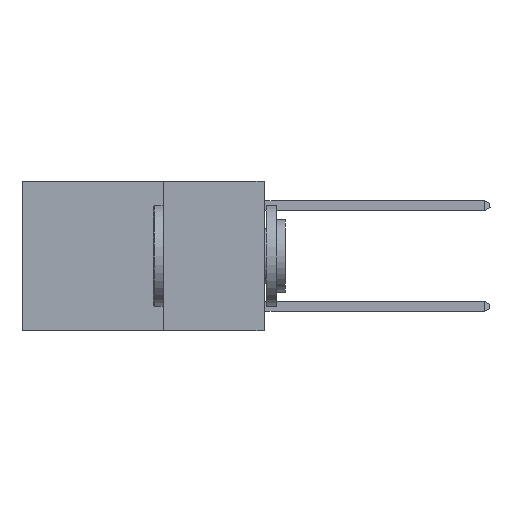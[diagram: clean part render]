
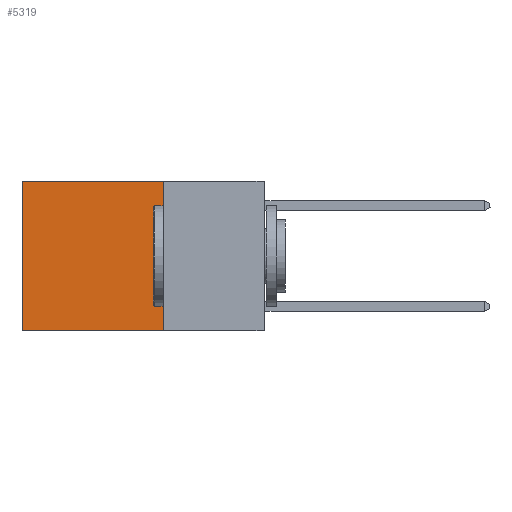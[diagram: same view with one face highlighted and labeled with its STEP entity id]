
A CAD part, left-side view. The second image highlights one B-rep face of the part: STEP entity #5319.
In plain terms, the highlighted planar face has unit normal (-1, 0, 0).
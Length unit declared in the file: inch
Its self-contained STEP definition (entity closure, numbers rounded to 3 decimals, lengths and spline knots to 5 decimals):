
#1354 = ORIENTED_EDGE ( 'NONE', *, *, #25600, .F. ) ;
#2696 = VERTEX_POINT ( 'NONE', #26523 ) ;
#2779 = EDGE_LOOP ( 'NONE', ( #14113, #9376, #1354, #2995 ) ) ;
#2995 = ORIENTED_EDGE ( 'NONE', *, *, #3936, .T. ) ;
#3467 = AXIS2_PLACEMENT_3D ( 'NONE', #21958, #12945, #28608 ) ;
#3517 = CARTESIAN_POINT ( 'NONE',  ( 0.2625, 0.25, 0. ) ) ;
#3936 = EDGE_CURVE ( 'NONE', #2696, #21497, #18795, .T. ) ;
#4554 = EDGE_CURVE ( 'NONE', #7003, #23662, #7741, .T. ) ;
#5319 = ADVANCED_FACE ( 'NONE', ( #17291 ), #10664, .F. ) ;
#5681 = CARTESIAN_POINT ( 'NONE',  ( 0.2625, 0.6, 0. ) ) ;
#7003 = VERTEX_POINT ( 'NONE', #17187 ) ;
#7741 = LINE ( 'NONE', #7894, #20538 ) ;
#7894 = CARTESIAN_POINT ( 'NONE',  ( 0.2625, 0.25, -0.37 ) ) ;
#9376 = ORIENTED_EDGE ( 'NONE', *, *, #4554, .F. ) ;
#10478 = VECTOR ( 'NONE', #21793, 39.37008 ) ;
#10664 = PLANE ( 'NONE',  #3467 ) ;
#12110 = DIRECTION ( 'NONE',  ( 0., 0., -1. ) ) ;
#12945 = DIRECTION ( 'NONE',  ( 1., 0., 0. ) ) ;
#13010 = CARTESIAN_POINT ( 'NONE',  ( 0.2625, 0.6, -0.37 ) ) ;
#14113 = ORIENTED_EDGE ( 'NONE', *, *, #22101, .T. ) ;
#14786 = DIRECTION ( 'NONE',  ( 0., 1., 0. ) ) ;
#15793 = LINE ( 'NONE', #17233, #10478 ) ;
#17038 = VECTOR ( 'NONE', #12110, 39.37008 ) ;
#17187 = CARTESIAN_POINT ( 'NONE',  ( 0.2625, 0.25, -0.37 ) ) ;
#17233 = CARTESIAN_POINT ( 'NONE',  ( 0.2625, 0.25, 0. ) ) ;
#17291 = FACE_OUTER_BOUND ( 'NONE', #2779, .T. ) ;
#18795 = LINE ( 'NONE', #3517, #24730 ) ;
#20538 = VECTOR ( 'NONE', #23728, 39.37008 ) ;
#21497 = VERTEX_POINT ( 'NONE', #5681 ) ;
#21793 = DIRECTION ( 'NONE',  ( 0., 0., -1. ) ) ;
#21958 = CARTESIAN_POINT ( 'NONE',  ( 0.2625, 0.25, 0. ) ) ;
#22101 = EDGE_CURVE ( 'NONE', #21497, #23662, #28897, .T. ) ;
#23358 = CARTESIAN_POINT ( 'NONE',  ( 0.2625, 0.6, 0. ) ) ;
#23662 = VERTEX_POINT ( 'NONE', #13010 ) ;
#23728 = DIRECTION ( 'NONE',  ( 0., 1., 0. ) ) ;
#24730 = VECTOR ( 'NONE', #14786, 39.37008 ) ;
#25600 = EDGE_CURVE ( 'NONE', #2696, #7003, #15793, .T. ) ;
#26523 = CARTESIAN_POINT ( 'NONE',  ( 0.2625, 0.25, 0. ) ) ;
#28608 = DIRECTION ( 'NONE',  ( 0., 0., -1. ) ) ;
#28897 = LINE ( 'NONE', #23358, #17038 ) ;
